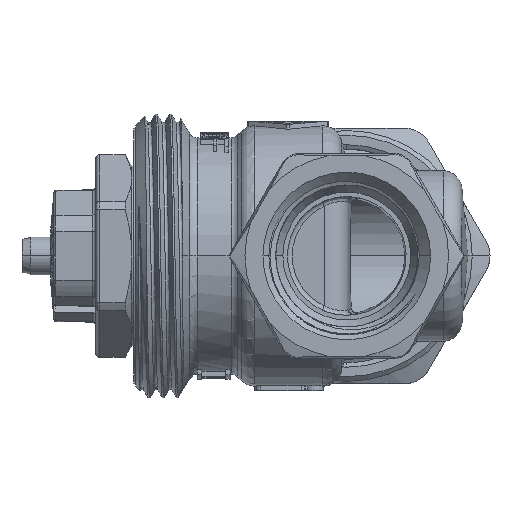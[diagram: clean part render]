
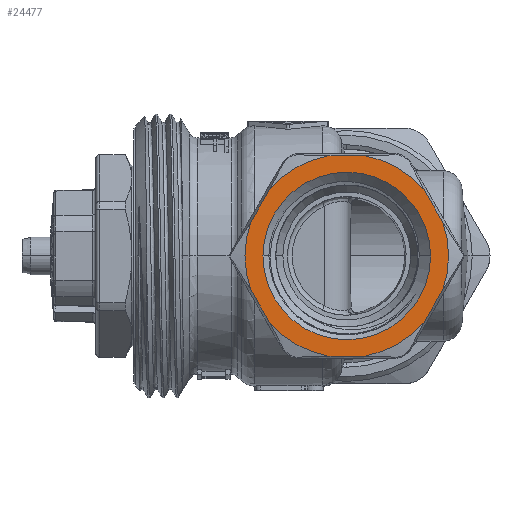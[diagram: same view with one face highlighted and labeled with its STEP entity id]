
A CAD part, left-side view. The second image highlights one B-rep face of the part: STEP entity #24477.
In plain terms, the highlighted planar face has unit normal (-1, 0, 0).
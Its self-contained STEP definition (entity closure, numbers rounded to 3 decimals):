
#6209=CARTESIAN_POINT('',(-28.,0.,0.));
#6210=DIRECTION('',(1.,0.,0.));
#6211=DIRECTION('',(0.,-0.759,-0.652));
#6212=AXIS2_PLACEMENT_3D('',#6209,#6210,#6211);
#6214=CARTESIAN_POINT('',(-28.,0.,0.));
#6215=DIRECTION('',(1.,0.,0.));
#6216=DIRECTION('',(0.,0.185,-0.983));
#6217=AXIS2_PLACEMENT_3D('',#6214,#6215,#6216);
#6219=CARTESIAN_POINT('',(-28.,0.,0.));
#6220=DIRECTION('',(-1.,0.,0.));
#6221=DIRECTION('',(0.,0.185,0.983));
#6222=AXIS2_PLACEMENT_3D('',#6219,#6220,#6221);
#6224=CARTESIAN_POINT('',(-28.,0.,0.));
#6225=DIRECTION('',(-1.,0.,0.));
#6226=DIRECTION('',(0.,-0.759,0.652));
#6227=AXIS2_PLACEMENT_3D('',#6224,#6225,#6226);
#6229=CARTESIAN_POINT('',(-28.,0.,0.));
#6230=DIRECTION('',(1.,0.,0.));
#6231=DIRECTION('',(0.,-1.,0.));
#6232=AXIS2_PLACEMENT_3D('',#6229,#6230,#6231);
#6234=CARTESIAN_POINT('',(-28.,0.,0.));
#6235=DIRECTION('',(1.,0.,0.));
#6236=DIRECTION('',(0.,1.,0.));
#6237=AXIS2_PLACEMENT_3D('',#6234,#6235,#6236);
#6239=CARTESIAN_POINT('',(-28.,0.,0.));
#6240=DIRECTION('',(-1.,0.,0.));
#6241=DIRECTION('',(0.,-0.944,-0.331));
#6242=AXIS2_PLACEMENT_3D('',#6239,#6240,#6241);
#6244=CARTESIAN_POINT('',(-28.,-8.155,7.004));
#6245=CARTESIAN_POINT('',(-28.,-8.377,6.622));
#6246=CARTESIAN_POINT('',(-28.,-8.82,5.857));
#6247=CARTESIAN_POINT('',(-28.,-9.482,4.71));
#6248=CARTESIAN_POINT('',(-28.,-9.923,3.944));
#6249=CARTESIAN_POINT('',(-28.,-10.143,3.561));
#6270=CARTESIAN_POINT('',(-28.,1.988,10.565));
#6271=CARTESIAN_POINT('',(-28.,1.546,10.566));
#6272=CARTESIAN_POINT('',(-28.,0.663,10.567));
#6273=CARTESIAN_POINT('',(-28.,-0.663,10.567));
#6274=CARTESIAN_POINT('',(-28.,-1.546,10.566));
#6275=CARTESIAN_POINT('',(-28.,-1.988,10.565));
#6298=CARTESIAN_POINT('',(-28.,10.143,3.561));
#6299=CARTESIAN_POINT('',(-28.,9.923,3.944));
#6300=CARTESIAN_POINT('',(-28.,9.482,4.71));
#6301=CARTESIAN_POINT('',(-28.,8.82,5.857));
#6302=CARTESIAN_POINT('',(-28.,8.377,6.622));
#6303=CARTESIAN_POINT('',(-28.,8.155,7.004));
#6331=CARTESIAN_POINT('',(-28.,0.,0.));
#6332=DIRECTION('',(-1.,0.,0.));
#6333=DIRECTION('',(0.,0.944,0.331));
#6334=AXIS2_PLACEMENT_3D('',#6331,#6332,#6333);
#6348=CARTESIAN_POINT('',(-28.,8.155,-7.004));
#6362=CARTESIAN_POINT('',(-28.,10.143,-3.561));
#6369=CARTESIAN_POINT('',(-28.,8.155,-7.004));
#6370=CARTESIAN_POINT('',(-28.,8.377,-6.622));
#6371=CARTESIAN_POINT('',(-28.,8.82,-5.857));
#6372=CARTESIAN_POINT('',(-28.,9.482,-4.71));
#6373=CARTESIAN_POINT('',(-28.,9.923,-3.944));
#6374=CARTESIAN_POINT('',(-28.,10.143,-3.561));
#6381=CARTESIAN_POINT('',(-28.,-1.988,-10.565));
#6390=CARTESIAN_POINT('',(-28.,1.988,-10.565));
#6397=CARTESIAN_POINT('',(-28.,-1.988,-10.565));
#6398=CARTESIAN_POINT('',(-28.,-1.546,-10.566));
#6399=CARTESIAN_POINT('',(-28.,-0.663,-10.567));
#6400=CARTESIAN_POINT('',(-28.,0.663,-10.567));
#6401=CARTESIAN_POINT('',(-28.,1.546,-10.566));
#6402=CARTESIAN_POINT('',(-28.,1.988,-10.565));
#6409=CARTESIAN_POINT('',(-28.,-10.143,-3.561));
#6416=CARTESIAN_POINT('',(-28.,-8.155,-7.004));
#6423=CARTESIAN_POINT('',(-28.,-10.143,-3.561));
#6424=CARTESIAN_POINT('',(-28.,-9.923,-3.944));
#6425=CARTESIAN_POINT('',(-28.,-9.482,-4.71));
#6426=CARTESIAN_POINT('',(-28.,-8.82,-5.857));
#6427=CARTESIAN_POINT('',(-28.,-8.377,-6.622));
#6428=CARTESIAN_POINT('',(-28.,-8.155,-7.004));
#15935=CARTESIAN_POINT('',(-28.,-8.85,0.));
#15936=CARTESIAN_POINT('',(-28.,8.85,0.));
#15937=VERTEX_POINT('',#15935);
#15938=VERTEX_POINT('',#15936);
#16628=VERTEX_POINT('',#6298);
#16629=VERTEX_POINT('',#6303);
#16632=VERTEX_POINT('',#6244);
#16633=VERTEX_POINT('',#6249);
#16636=VERTEX_POINT('',#6270);
#16637=VERTEX_POINT('',#6275);
#16677=VERTEX_POINT('',#6348);
#16678=VERTEX_POINT('',#6362);
#16681=VERTEX_POINT('',#6409);
#16682=VERTEX_POINT('',#6416);
#16685=VERTEX_POINT('',#6381);
#16686=VERTEX_POINT('',#6390);
#24442=CARTESIAN_POINT('',(-28.,0.,0.));
#24443=DIRECTION('',(1.,0.,0.));
#24444=DIRECTION('',(0.,-1.,0.));
#24445=AXIS2_PLACEMENT_3D('',#24442,#24443,#24444);
#24446=PLANE('',#24445);
#24448=ORIENTED_EDGE('',*,*,#24447,.F.);
#24450=ORIENTED_EDGE('',*,*,#24449,.T.);
#24452=ORIENTED_EDGE('',*,*,#24451,.T.);
#24454=ORIENTED_EDGE('',*,*,#24453,.T.);
#24456=ORIENTED_EDGE('',*,*,#24455,.T.);
#24458=ORIENTED_EDGE('',*,*,#24457,.T.);
#24460=ORIENTED_EDGE('',*,*,#24459,.F.);
#24462=ORIENTED_EDGE('',*,*,#24461,.T.);
#24464=ORIENTED_EDGE('',*,*,#24463,.F.);
#24466=ORIENTED_EDGE('',*,*,#24465,.T.);
#24468=ORIENTED_EDGE('',*,*,#24467,.F.);
#24470=ORIENTED_EDGE('',*,*,#24469,.T.);
#24471=EDGE_LOOP('',(#24448,#24450,#24452,#24454,#24456,#24458,#24460,#24462,
#24464,#24466,#24468,#24470));
#24472=FACE_OUTER_BOUND('',#24471,.F.);
#24473=ORIENTED_EDGE('',*,*,#24040,.F.);
#24474=ORIENTED_EDGE('',*,*,#24436,.F.);
#24475=EDGE_LOOP('',(#24473,#24474));
#24476=FACE_BOUND('',#24475,.F.);
#24477=ADVANCED_FACE('',(#24472,#24476),#24446,.F.);
#6213=CIRCLE('',#6212,10.75);
#6218=CIRCLE('',#6217,10.75);
#6223=CIRCLE('',#6222,10.75);
#6228=CIRCLE('',#6227,10.75);
#6233=CIRCLE('',#6232,8.85);
#6238=CIRCLE('',#6237,8.85);
#6243=CIRCLE('',#6242,10.75);
#6250=B_SPLINE_CURVE_WITH_KNOTS('',3,(#6244,#6245,#6246,#6247,#6248,#6249),
.UNSPECIFIED.,.F.,.F.,(4,1,1,4),(0.,0.333,0.667,1.),
.UNSPECIFIED.);
#6276=B_SPLINE_CURVE_WITH_KNOTS('',3,(#6270,#6271,#6272,#6273,#6274,#6275),
.UNSPECIFIED.,.F.,.F.,(4,1,1,4),(0.,0.333,0.667,1.),
.UNSPECIFIED.);
#6304=B_SPLINE_CURVE_WITH_KNOTS('',3,(#6298,#6299,#6300,#6301,#6302,#6303),
.UNSPECIFIED.,.F.,.F.,(4,1,1,4),(0.,0.333,0.667,1.),
.UNSPECIFIED.);
#6335=CIRCLE('',#6334,10.75);
#6375=B_SPLINE_CURVE_WITH_KNOTS('',3,(#6369,#6370,#6371,#6372,#6373,#6374),
.UNSPECIFIED.,.F.,.F.,(4,1,1,4),(0.,0.333,0.667,1.),
.UNSPECIFIED.);
#6403=B_SPLINE_CURVE_WITH_KNOTS('',3,(#6397,#6398,#6399,#6400,#6401,#6402),
.UNSPECIFIED.,.F.,.F.,(4,1,1,4),(0.,0.333,0.667,1.),
.UNSPECIFIED.);
#6429=B_SPLINE_CURVE_WITH_KNOTS('',3,(#6423,#6424,#6425,#6426,#6427,#6428),
.UNSPECIFIED.,.F.,.F.,(4,1,1,4),(0.,0.333,0.667,1.),
.UNSPECIFIED.);
#24040=EDGE_CURVE('',#15937,#15938,#6233,.T.);
#24436=EDGE_CURVE('',#15938,#15937,#6238,.T.);
#24447=EDGE_CURVE('',#16681,#16633,#6243,.T.);
#24449=EDGE_CURVE('',#16681,#16682,#6429,.T.);
#24451=EDGE_CURVE('',#16682,#16685,#6213,.T.);
#24453=EDGE_CURVE('',#16685,#16686,#6403,.T.);
#24455=EDGE_CURVE('',#16686,#16677,#6218,.T.);
#24457=EDGE_CURVE('',#16677,#16678,#6375,.T.);
#24459=EDGE_CURVE('',#16628,#16678,#6335,.T.);
#24461=EDGE_CURVE('',#16628,#16629,#6304,.T.);
#24463=EDGE_CURVE('',#16636,#16629,#6223,.T.);
#24465=EDGE_CURVE('',#16636,#16637,#6276,.T.);
#24467=EDGE_CURVE('',#16632,#16637,#6228,.T.);
#24469=EDGE_CURVE('',#16632,#16633,#6250,.T.);
